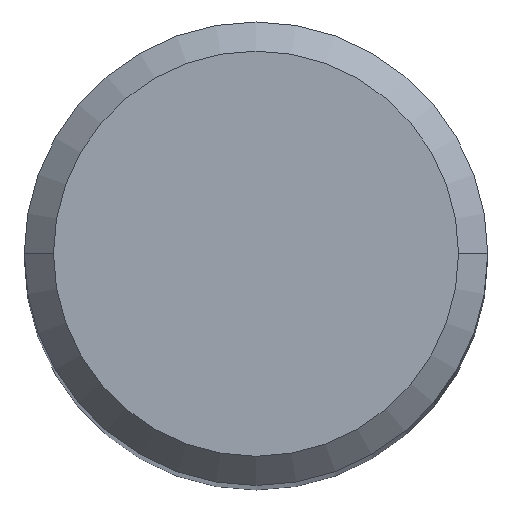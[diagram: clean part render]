
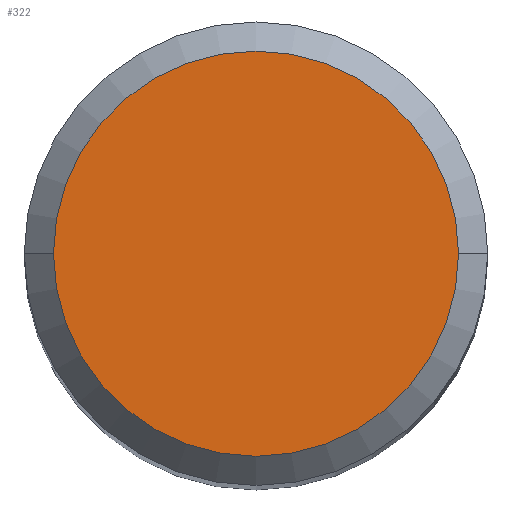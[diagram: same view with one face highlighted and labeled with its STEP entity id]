
A CAD part, top view. The second image highlights one B-rep face of the part: STEP entity #322.
In plain terms, the highlighted planar face has unit normal (0, 0, 1).
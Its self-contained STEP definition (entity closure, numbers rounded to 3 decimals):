
#71=PLANE('',#1498);
#322=ADVANCED_FACE('',(#398),#71,.T.);
#398=FACE_OUTER_BOUND('',#477,.T.);
#477=EDGE_LOOP('',(#772,#773,#774));
#772=ORIENTED_EDGE('',*,*,#1183,.F.);
#773=ORIENTED_EDGE('',*,*,#1181,.F.);
#774=ORIENTED_EDGE('',*,*,#1180,.F.);
#1012=VERTEX_POINT('',#2551);
#1013=VERTEX_POINT('',#2553);
#1014=VERTEX_POINT('',#2555);
#1180=EDGE_CURVE('',#1012,#1013,#1295,.T.);
#1181=EDGE_CURVE('',#1013,#1014,#1296,.T.);
#1183=EDGE_CURVE('',#1014,#1012,#1297,.T.);
#1295=CIRCLE('',#1491,6.937);
#1296=CIRCLE('',#1492,6.937);
#1297=CIRCLE('',#1494,6.937);
#1491=AXIS2_PLACEMENT_3D('',#2552,#1806,#1807);
#1492=AXIS2_PLACEMENT_3D('',#2554,#1808,#1809);
#1494=AXIS2_PLACEMENT_3D('',#2558,#1813,#1814);
#1498=AXIS2_PLACEMENT_3D('',#2562,#1821,#1822);
#1806=DIRECTION('',(0.,0.,-1.));
#1807=DIRECTION('',(1.,0.,0.));
#1808=DIRECTION('',(0.,0.,-1.));
#1809=DIRECTION('',(0.,-1.,0.));
#1813=DIRECTION('',(0.,0.,-1.));
#1814=DIRECTION('',(-1.,0.,0.));
#1821=DIRECTION('',(0.,0.,1.));
#1822=DIRECTION('',(-1.,0.,0.));
#2551=CARTESIAN_POINT('',(6.937,0.,0.));
#2552=CARTESIAN_POINT('',(0.,0.,0.));
#2553=CARTESIAN_POINT('',(0.,-6.937,0.));
#2554=CARTESIAN_POINT('',(0.,0.,0.));
#2555=CARTESIAN_POINT('',(-6.937,0.,0.));
#2558=CARTESIAN_POINT('',(0.,0.,0.));
#2562=CARTESIAN_POINT('',(0.,0.,0.));
